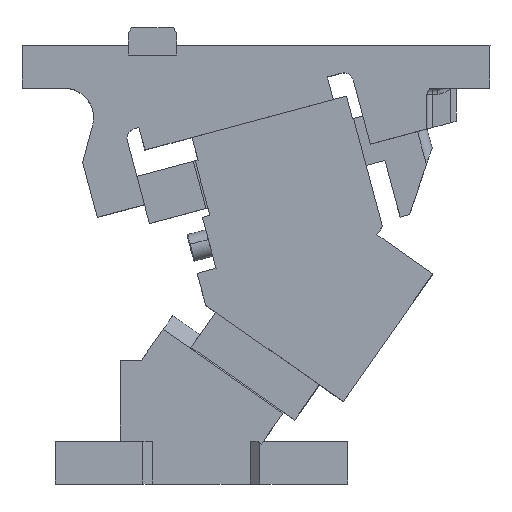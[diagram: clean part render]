
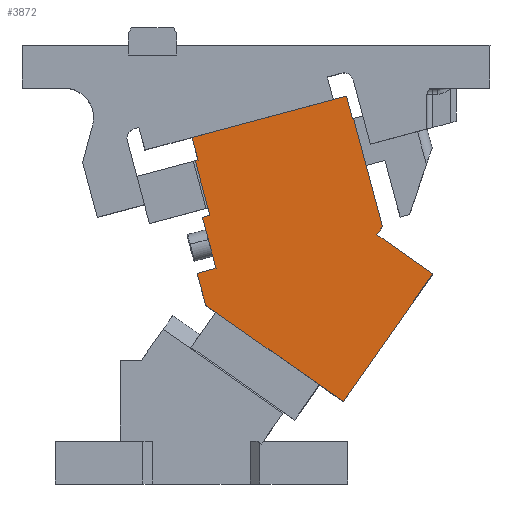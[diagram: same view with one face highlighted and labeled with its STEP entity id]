
A CAD part, top view. The second image highlights one B-rep face of the part: STEP entity #3872.
In plain terms, the highlighted planar face has unit normal (0, 0, 1).
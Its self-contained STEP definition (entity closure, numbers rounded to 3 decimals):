
#2446=CARTESIAN_POINT('Vertex',(-19.134,-67.924,70.)) ;
#2449=CARTESIAN_POINT('Line Origine',(-54.423,-43.213,70.)) ;
#2453=CARTESIAN_POINT('Vertex',(-89.713,-18.503,70.)) ;
#2706=CARTESIAN_POINT('Vertex',(-14.415,77.191,70.)) ;
#2709=CARTESIAN_POINT('Line Origine',(-14.173,77.256,70.)) ;
#2713=CARTESIAN_POINT('Vertex',(-13.932,77.32,70.)) ;
#2907=CARTESIAN_POINT('Vertex',(-93.621,55.968,70.)) ;
#2926=CARTESIAN_POINT('Vertex',(-95.07,55.579,70.)) ;
#2929=CARTESIAN_POINT('Line Origine',(-94.345,55.774,70.)) ;
#3097=CARTESIAN_POINT('Vertex',(26.753,-2.391,70.)) ;
#3100=CARTESIAN_POINT('Line Origine',(3.809,-35.157,70.)) ;
#3132=CARTESIAN_POINT('Vertex',(-1.918,17.684,70.)) ;
#3135=CARTESIAN_POINT('Line Origine',(12.417,7.646,70.)) ;
#3163=CARTESIAN_POINT('Vertex',(0.95,21.78,70.)) ;
#3166=CARTESIAN_POINT('Line Origine',(-0.484,19.732,70.)) ;
#3183=CARTESIAN_POINT('Line Origine',(-6.491,49.55,70.)) ;
#3593=CARTESIAN_POINT('Vertex',(-91.428,26.532,70.)) ;
#3600=CARTESIAN_POINT('Vertex',(-84.44,0.452,70.)) ;
#3603=CARTESIAN_POINT('Line Origine',(-87.934,13.492,70.)) ;
#3628=CARTESIAN_POINT('Line Origine',(-89.496,27.05,70.)) ;
#3632=CARTESIAN_POINT('Vertex',(-87.564,27.568,70.)) ;
#3671=CARTESIAN_POINT('Line Origine',(-91.317,41.574,70.)) ;
#3755=CARTESIAN_POINT('Line Origine',(-95.174,61.763,70.)) ;
#3759=CARTESIAN_POINT('Vertex',(-96.727,67.559,70.)) ;
#3803=CARTESIAN_POINT('Vertex',(-17.521,88.782,70.)) ;
#3806=CARTESIAN_POINT('Line Origine',(-15.968,82.986,70.)) ;
#3826=CARTESIAN_POINT('Line Origine',(-57.124,78.17,70.)) ;
#3838=CARTESIAN_POINT('Axis2P3D Location',(-47.804,-47.848,70.)) ;
#3843=CARTESIAN_POINT('Line Origine',(-89.269,-0.842,70.)) ;
#3847=CARTESIAN_POINT('Vertex',(-94.099,-2.136,70.)) ;
#3850=CARTESIAN_POINT('Line Origine',(-91.906,-10.319,70.)) ;
#2450=DIRECTION('Vector Direction',(-0.819,0.574,0.)) ;
#2710=DIRECTION('Vector Direction',(-0.966,-0.259,0.)) ;
#2930=DIRECTION('Vector Direction',(-0.966,-0.259,0.)) ;
#3101=DIRECTION('Vector Direction',(-0.574,-0.819,0.)) ;
#3136=DIRECTION('Vector Direction',(-0.819,0.574,0.)) ;
#3167=DIRECTION('Vector Direction',(-0.574,-0.819,0.)) ;
#3184=DIRECTION('Vector Direction',(-0.259,0.966,0.)) ;
#3604=DIRECTION('Vector Direction',(0.259,-0.966,0.)) ;
#3629=DIRECTION('Vector Direction',(-0.966,-0.259,0.)) ;
#3672=DIRECTION('Vector Direction',(0.259,-0.966,0.)) ;
#3756=DIRECTION('Vector Direction',(0.259,-0.966,0.)) ;
#3807=DIRECTION('Vector Direction',(0.259,-0.966,0.)) ;
#3827=DIRECTION('Vector Direction',(-0.966,-0.259,0.)) ;
#3839=DIRECTION('Axis2P3D Direction',(-0.,0.,1.)) ;
#3840=DIRECTION('Axis2P3D XDirection',(0.94,-0.342,0.)) ;
#3844=DIRECTION('Vector Direction',(-0.966,-0.259,0.)) ;
#3851=DIRECTION('Vector Direction',(0.259,-0.966,0.)) ;
#3841=AXIS2_PLACEMENT_3D('Plane Axis2P3D',#3838,#3839,#3840) ;
#3856=ORIENTED_EDGE('',*,*,#3849,.T.) ;
#3857=ORIENTED_EDGE('',*,*,#3854,.T.) ;
#3858=ORIENTED_EDGE('',*,*,#2455,.F.) ;
#3859=ORIENTED_EDGE('',*,*,#3104,.F.) ;
#3860=ORIENTED_EDGE('',*,*,#3139,.T.) ;
#3861=ORIENTED_EDGE('',*,*,#3170,.F.) ;
#3862=ORIENTED_EDGE('',*,*,#3187,.T.) ;
#3863=ORIENTED_EDGE('',*,*,#2715,.T.) ;
#3864=ORIENTED_EDGE('',*,*,#3810,.F.) ;
#3865=ORIENTED_EDGE('',*,*,#3830,.T.) ;
#3866=ORIENTED_EDGE('',*,*,#3761,.T.) ;
#3867=ORIENTED_EDGE('',*,*,#2933,.T.) ;
#3868=ORIENTED_EDGE('',*,*,#3675,.T.) ;
#3869=ORIENTED_EDGE('',*,*,#3634,.T.) ;
#3870=ORIENTED_EDGE('',*,*,#3607,.T.) ;
#2451=VECTOR('Line Direction',#2450,1.) ;
#2711=VECTOR('Line Direction',#2710,1.) ;
#2931=VECTOR('Line Direction',#2930,1.) ;
#3102=VECTOR('Line Direction',#3101,1.) ;
#3137=VECTOR('Line Direction',#3136,1.) ;
#3168=VECTOR('Line Direction',#3167,1.) ;
#3185=VECTOR('Line Direction',#3184,1.) ;
#3605=VECTOR('Line Direction',#3604,1.) ;
#3630=VECTOR('Line Direction',#3629,1.) ;
#3673=VECTOR('Line Direction',#3672,1.) ;
#3757=VECTOR('Line Direction',#3756,1.) ;
#3808=VECTOR('Line Direction',#3807,1.) ;
#3828=VECTOR('Line Direction',#3827,1.) ;
#3845=VECTOR('Line Direction',#3844,1.) ;
#3852=VECTOR('Line Direction',#3851,1.) ;
#3872=ADVANCED_FACE('CAM SLIDER',(#3871),#3842,.T.) ;
#2455=EDGE_CURVE('',#2447,#2454,#2452,.T.) ;
#2715=EDGE_CURVE('',#2714,#2707,#2712,.T.) ;
#2933=EDGE_CURVE('',#2908,#2927,#2932,.T.) ;
#3104=EDGE_CURVE('',#3098,#2447,#3103,.T.) ;
#3139=EDGE_CURVE('',#3098,#3133,#3138,.T.) ;
#3170=EDGE_CURVE('',#3164,#3133,#3169,.T.) ;
#3187=EDGE_CURVE('',#3164,#2714,#3186,.T.) ;
#3607=EDGE_CURVE('',#3594,#3601,#3606,.T.) ;
#3634=EDGE_CURVE('',#3633,#3594,#3631,.T.) ;
#3675=EDGE_CURVE('',#2927,#3633,#3674,.T.) ;
#3761=EDGE_CURVE('',#3760,#2908,#3758,.T.) ;
#3810=EDGE_CURVE('',#3804,#2707,#3809,.T.) ;
#3830=EDGE_CURVE('',#3804,#3760,#3829,.T.) ;
#3849=EDGE_CURVE('',#3601,#3848,#3846,.T.) ;
#3854=EDGE_CURVE('',#3848,#2454,#3853,.T.) ;
#3855=EDGE_LOOP('',(#3856,#3857,#3858,#3859,#3860,#3861,#3862,#3863,#3864,#3865,#3866,#3867,#3868,#3869,#3870)) ;
#3871=FACE_OUTER_BOUND('',#3855,.T.) ;
#2452=LINE('Line',#2449,#2451) ;
#2712=LINE('Line',#2709,#2711) ;
#2932=LINE('Line',#2929,#2931) ;
#3103=LINE('Line',#3100,#3102) ;
#3138=LINE('Line',#3135,#3137) ;
#3169=LINE('Line',#3166,#3168) ;
#3186=LINE('Line',#3183,#3185) ;
#3606=LINE('Line',#3603,#3605) ;
#3631=LINE('Line',#3628,#3630) ;
#3674=LINE('Line',#3671,#3673) ;
#3758=LINE('Line',#3755,#3757) ;
#3809=LINE('Line',#3806,#3808) ;
#3829=LINE('Line',#3826,#3828) ;
#3846=LINE('Line',#3843,#3845) ;
#3853=LINE('Line',#3850,#3852) ;
#3842=PLANE('Plane',#3841) ;
#2447=VERTEX_POINT('',#2446) ;
#2454=VERTEX_POINT('',#2453) ;
#2707=VERTEX_POINT('',#2706) ;
#2714=VERTEX_POINT('',#2713) ;
#2908=VERTEX_POINT('',#2907) ;
#2927=VERTEX_POINT('',#2926) ;
#3098=VERTEX_POINT('',#3097) ;
#3133=VERTEX_POINT('',#3132) ;
#3164=VERTEX_POINT('',#3163) ;
#3594=VERTEX_POINT('',#3593) ;
#3601=VERTEX_POINT('',#3600) ;
#3633=VERTEX_POINT('',#3632) ;
#3760=VERTEX_POINT('',#3759) ;
#3804=VERTEX_POINT('',#3803) ;
#3848=VERTEX_POINT('',#3847) ;
